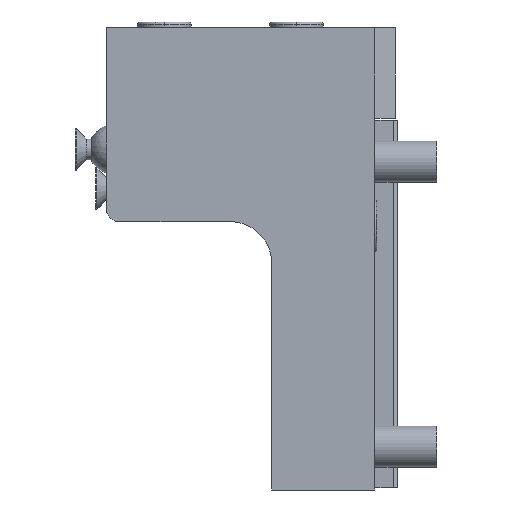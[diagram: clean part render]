
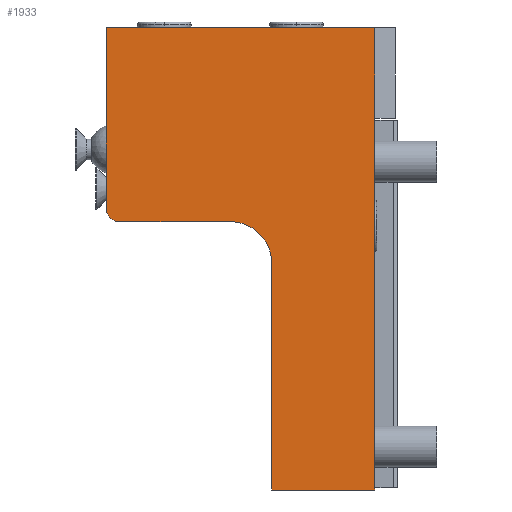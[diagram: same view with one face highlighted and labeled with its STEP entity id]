
A CAD part, front view. The second image highlights one B-rep face of the part: STEP entity #1933.
In plain terms, the highlighted planar face has unit normal (0, -1, 0).
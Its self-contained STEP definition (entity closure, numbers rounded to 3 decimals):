
#5=DIRECTION('',(1.,0.,0.));
#6=VECTOR('',#5,25.);
#7=CARTESIAN_POINT('',(-25.,-45.,-45.));
#8=LINE('',#7,#6);
#120=CARTESIAN_POINT('',(-35.,-45.,10.));
#121=DIRECTION('',(0.,1.,0.));
#122=DIRECTION('',(0.,0.,1.));
#123=AXIS2_PLACEMENT_3D('',#120,#121,#122);
#154=DIRECTION('',(0.,0.,1.));
#155=VECTOR('',#154,55.);
#156=CARTESIAN_POINT('',(-25.,-45.,-45.));
#157=LINE('',#156,#155);
#158=DIRECTION('',(1.,0.,0.));
#159=VECTOR('',#158,27.);
#160=CARTESIAN_POINT('',(-62.,-45.,20.));
#161=LINE('',#160,#159);
#162=CARTESIAN_POINT('',(-62.,-45.,23.));
#163=DIRECTION('',(0.,-1.,0.));
#164=DIRECTION('',(-1.,0.,0.));
#165=AXIS2_PLACEMENT_3D('',#162,#163,#164);
#167=DIRECTION('',(0.,0.,1.));
#168=VECTOR('',#167,44.);
#169=CARTESIAN_POINT('',(-65.,-45.,23.));
#170=LINE('',#169,#168);
#171=DIRECTION('',(0.,0.,-1.));
#172=VECTOR('',#171,22.);
#173=CARTESIAN_POINT('',(0.,-45.,67.));
#174=LINE('',#173,#172);
#175=DIRECTION('',(0.,0.,1.));
#176=VECTOR('',#175,90.);
#177=CARTESIAN_POINT('',(0.,-45.,-45.));
#178=LINE('',#177,#176);
#777=DIRECTION('',(1.,0.,0.));
#778=VECTOR('',#777,65.);
#779=CARTESIAN_POINT('',(-65.,-45.,67.));
#780=LINE('',#779,#778);
#1379=CARTESIAN_POINT('',(-65.,-45.,67.));
#1380=VERTEX_POINT('',#1379);
#1381=CARTESIAN_POINT('',(-25.,-45.,-45.));
#1383=VERTEX_POINT('',#1381);
#1385=CARTESIAN_POINT('',(-65.,-45.,23.));
#1386=CARTESIAN_POINT('',(-62.,-45.,20.));
#1387=VERTEX_POINT('',#1385);
#1388=VERTEX_POINT('',#1386);
#1394=CARTESIAN_POINT('',(-25.,-45.,10.));
#1396=VERTEX_POINT('',#1394);
#1398=CARTESIAN_POINT('',(-35.,-45.,20.));
#1400=VERTEX_POINT('',#1398);
#1401=CARTESIAN_POINT('',(0.,-45.,-45.));
#1403=VERTEX_POINT('',#1401);
#1406=CARTESIAN_POINT('',(0.,-45.,45.));
#1408=VERTEX_POINT('',#1406);
#1409=CARTESIAN_POINT('',(0.,-45.,67.));
#1410=VERTEX_POINT('',#1409);
#1913=CARTESIAN_POINT('',(-65.,-45.,-45.));
#1914=DIRECTION('',(0.,-1.,0.));
#1915=DIRECTION('',(1.,0.,0.));
#1916=AXIS2_PLACEMENT_3D('',#1913,#1914,#1915);
#1917=PLANE('',#1916);
#1918=ORIENTED_EDGE('',*,*,#1789,.T.);
#1919=ORIENTED_EDGE('',*,*,#1857,.F.);
#1920=ORIENTED_EDGE('',*,*,#1894,.F.);
#1921=ORIENTED_EDGE('',*,*,#1904,.F.);
#1923=ORIENTED_EDGE('',*,*,#1922,.T.);
#1925=ORIENTED_EDGE('',*,*,#1924,.T.);
#1927=ORIENTED_EDGE('',*,*,#1926,.T.);
#1929=ORIENTED_EDGE('',*,*,#1928,.F.);
#1930=ORIENTED_EDGE('',*,*,#1773,.F.);
#1931=EDGE_LOOP('',(#1918,#1919,#1920,#1921,#1923,#1925,#1927,#1929,#1930));
#1932=FACE_OUTER_BOUND('',#1931,.F.);
#1933=ADVANCED_FACE('',(#1932),#1917,.T.);
#124=CIRCLE('',#123,10.);
#166=CIRCLE('',#165,3.);
#1773=EDGE_CURVE('',#1383,#1403,#8,.T.);
#1789=EDGE_CURVE('',#1383,#1396,#157,.T.);
#1857=EDGE_CURVE('',#1400,#1396,#124,.T.);
#1894=EDGE_CURVE('',#1388,#1400,#161,.T.);
#1904=EDGE_CURVE('',#1387,#1388,#166,.T.);
#1922=EDGE_CURVE('',#1387,#1380,#170,.T.);
#1924=EDGE_CURVE('',#1380,#1410,#780,.T.);
#1926=EDGE_CURVE('',#1410,#1408,#174,.T.);
#1928=EDGE_CURVE('',#1403,#1408,#178,.T.);
